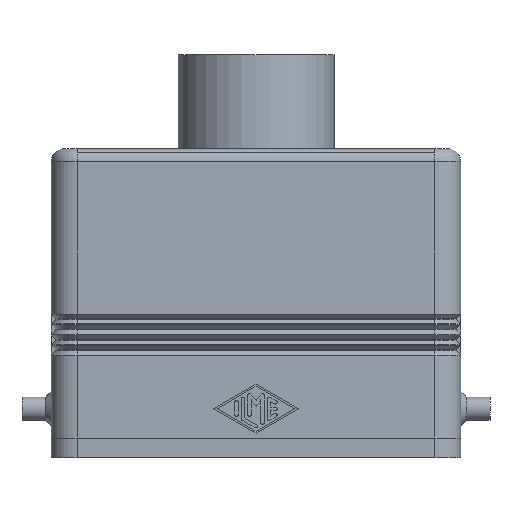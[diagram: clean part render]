
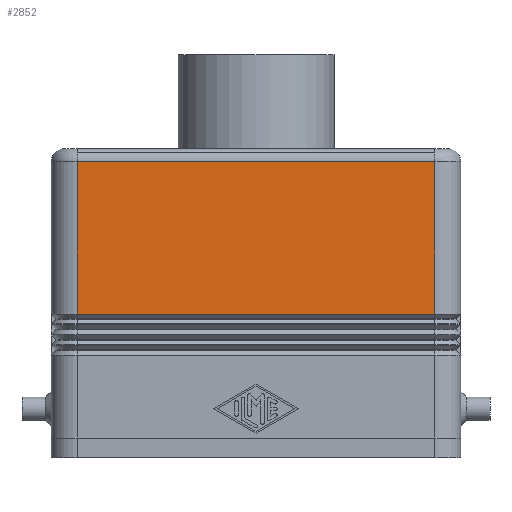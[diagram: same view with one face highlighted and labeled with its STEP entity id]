
A CAD part, front view. The second image highlights one B-rep face of the part: STEP entity #2852.
In plain terms, the highlighted planar face has unit normal (0, -1, 0).
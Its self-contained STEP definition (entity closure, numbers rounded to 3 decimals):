
#2156=CARTESIAN_POINT('',(-27.5,-14.7,45.5));
#2157=VERTEX_POINT('',#2156);
#2165=CARTESIAN_POINT('',(27.5,-14.7,45.5));
#2166=VERTEX_POINT('',#2165);
#2167=CARTESIAN_POINT('',(-27.5,-14.7,45.5));
#2168=DIRECTION('',(1.0,0.0,0.0));
#2169=VECTOR('',#2168,55.);
#2170=LINE('',#2167,#2169);
#2171=EDGE_CURVE('',#2157,#2166,#2170,.T.);
#2810=CARTESIAN_POINT('',(27.5,-14.7,22.05));
#2811=VERTEX_POINT('',#2810);
#2812=CARTESIAN_POINT('',(27.5,-14.7,22.05));
#2813=DIRECTION('',(0.0,0.0,1.0));
#2814=VECTOR('',#2813,23.45);
#2815=LINE('',#2812,#2814);
#2816=EDGE_CURVE('',#2811,#2166,#2815,.T.);
#2829=CARTESIAN_POINT('',(27.5,-14.7,0.0));
#2830=DIRECTION('',(0.0,-1.0,0.0));
#2831=DIRECTION('',(0.0,0.0,-1.0));
#2832=AXIS2_PLACEMENT_3D('',#2829,#2830,#2831);
#2833=PLANE('',#2832);
#2834=ORIENTED_EDGE('',*,*,#2171,.F.);
#2835=CARTESIAN_POINT('',(-27.5,-14.7,22.05));
#2836=VERTEX_POINT('',#2835);
#2837=CARTESIAN_POINT('',(-27.5,-14.7,22.05));
#2838=DIRECTION('',(0.0,0.0,1.0));
#2839=VECTOR('',#2838,23.45);
#2840=LINE('',#2837,#2839);
#2841=EDGE_CURVE('',#2836,#2157,#2840,.T.);
#2842=ORIENTED_EDGE('',*,*,#2841,.F.);
#2843=CARTESIAN_POINT('',(27.5,-14.7,22.05));
#2844=DIRECTION('',(-1.0,0.0,0.0));
#2845=VECTOR('',#2844,55.);
#2846=LINE('',#2843,#2845);
#2847=EDGE_CURVE('',#2811,#2836,#2846,.T.);
#2848=ORIENTED_EDGE('',*,*,#2847,.F.);
#2849=ORIENTED_EDGE('',*,*,#2816,.T.);
#2850=EDGE_LOOP('',(#2834,#2842,#2848,#2849));
#2851=FACE_OUTER_BOUND('',#2850,.T.);
#2852=ADVANCED_FACE('',(#2851),#2833,.T.);
